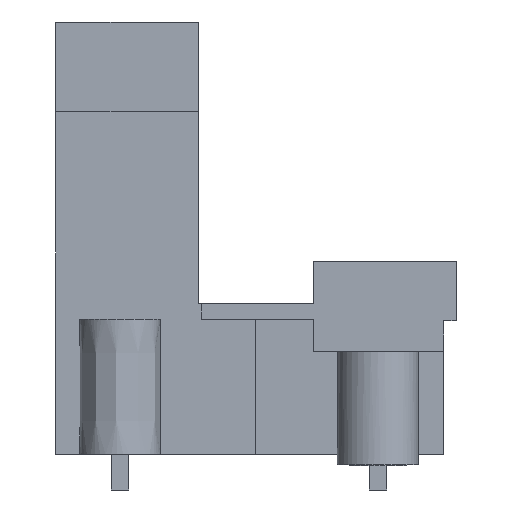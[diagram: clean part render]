
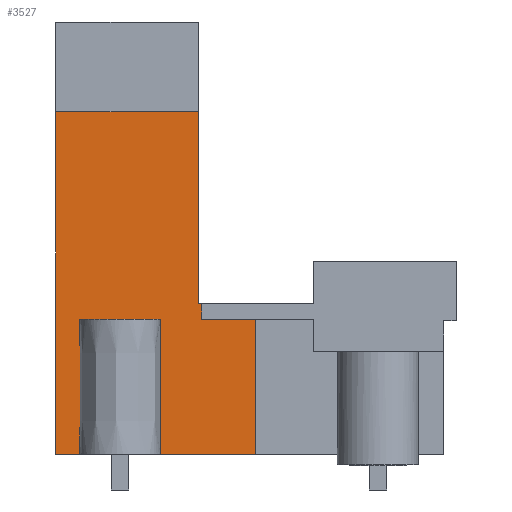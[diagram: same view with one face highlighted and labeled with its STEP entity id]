
A CAD part, left-side view. The second image highlights one B-rep face of the part: STEP entity #3527.
In plain terms, the highlighted planar face has unit normal (-1, 0, 0).
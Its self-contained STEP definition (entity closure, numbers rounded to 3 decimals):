
#3475=AXIS2_PLACEMENT_3D('Plane Axis2P3D',#3472,#3473,#3474) ;
#1208=CARTESIAN_POINT('Vertex',(3.84,11.84,2.1)) ;
#1211=CARTESIAN_POINT('Line Origine',(3.84,14.846,2.1)) ;
#1215=CARTESIAN_POINT('Vertex',(3.84,17.853,2.1)) ;
#1259=CARTESIAN_POINT('Vertex',(3.84,21.887,2.1)) ;
#1262=CARTESIAN_POINT('Line Origine',(3.84,22.779,2.1)) ;
#1266=CARTESIAN_POINT('Vertex',(3.84,23.67,2.1)) ;
#2399=CARTESIAN_POINT('Line Origine',(3.84,15.04,10.55)) ;
#2403=CARTESIAN_POINT('Vertex',(3.84,15.04,11.)) ;
#2405=CARTESIAN_POINT('Vertex',(3.84,15.04,10.1)) ;
#2437=CARTESIAN_POINT('Line Origine',(3.84,13.44,10.1)) ;
#2441=CARTESIAN_POINT('Vertex',(3.84,11.84,10.1)) ;
#2587=CARTESIAN_POINT('Vertex',(3.84,15.24,11.)) ;
#2590=CARTESIAN_POINT('Line Origine',(3.84,15.14,11.)) ;
#3246=CARTESIAN_POINT('Line Origine',(3.84,23.67,12.23)) ;
#3250=CARTESIAN_POINT('Vertex',(3.84,23.67,22.36)) ;
#3472=CARTESIAN_POINT('Axis2P3D Location',(3.84,23.67,1.5)) ;
#3477=CARTESIAN_POINT('Line Origine',(3.84,19.455,22.36)) ;
#3481=CARTESIAN_POINT('Vertex',(3.84,15.24,22.36)) ;
#3484=CARTESIAN_POINT('Line Origine',(3.84,21.887,6.1)) ;
#3488=CARTESIAN_POINT('Vertex',(3.84,21.887,10.1)) ;
#3491=CARTESIAN_POINT('Line Origine',(3.84,19.87,10.1)) ;
#3495=CARTESIAN_POINT('Vertex',(3.84,17.853,10.1)) ;
#3498=CARTESIAN_POINT('Line Origine',(3.84,17.853,6.1)) ;
#3503=CARTESIAN_POINT('Line Origine',(3.84,11.84,6.1)) ;
#3508=CARTESIAN_POINT('Line Origine',(3.84,15.24,16.68)) ;
#1212=DIRECTION('Vector Direction',(0.,-1.,0.)) ;
#1263=DIRECTION('Vector Direction',(0.,-1.,0.)) ;
#2400=DIRECTION('Vector Direction',(0.,0.,-1.)) ;
#2438=DIRECTION('Vector Direction',(0.,1.,0.)) ;
#2591=DIRECTION('Vector Direction',(0.,1.,0.)) ;
#3247=DIRECTION('Vector Direction',(0.,0.,1.)) ;
#3473=DIRECTION('Axis2P3D Direction',(-1.,0.,0.)) ;
#3474=DIRECTION('Axis2P3D XDirection',(0.,-1.,0.)) ;
#3478=DIRECTION('Vector Direction',(0.,-1.,0.)) ;
#3485=DIRECTION('Vector Direction',(0.,0.,1.)) ;
#3492=DIRECTION('Vector Direction',(0.,1.,0.)) ;
#3499=DIRECTION('Vector Direction',(0.,0.,1.)) ;
#3504=DIRECTION('Vector Direction',(0.,0.,1.)) ;
#3509=DIRECTION('Vector Direction',(0.,0.,-1.)) ;
#1213=VECTOR('Line Direction',#1212,1.) ;
#1264=VECTOR('Line Direction',#1263,1.) ;
#2401=VECTOR('Line Direction',#2400,1.) ;
#2439=VECTOR('Line Direction',#2438,1.) ;
#2592=VECTOR('Line Direction',#2591,1.) ;
#3248=VECTOR('Line Direction',#3247,1.) ;
#3479=VECTOR('Line Direction',#3478,1.) ;
#3486=VECTOR('Line Direction',#3485,1.) ;
#3493=VECTOR('Line Direction',#3492,1.) ;
#3500=VECTOR('Line Direction',#3499,1.) ;
#3505=VECTOR('Line Direction',#3504,1.) ;
#3510=VECTOR('Line Direction',#3509,1.) ;
#3514=ORIENTED_EDGE('',*,*,#3483,.T.) ;
#3515=ORIENTED_EDGE('',*,*,#3252,.T.) ;
#3516=ORIENTED_EDGE('',*,*,#1268,.T.) ;
#3517=ORIENTED_EDGE('',*,*,#3490,.T.) ;
#3518=ORIENTED_EDGE('',*,*,#3497,.F.) ;
#3519=ORIENTED_EDGE('',*,*,#3502,.F.) ;
#3520=ORIENTED_EDGE('',*,*,#1217,.T.) ;
#3521=ORIENTED_EDGE('',*,*,#3507,.T.) ;
#3522=ORIENTED_EDGE('',*,*,#2443,.T.) ;
#3523=ORIENTED_EDGE('',*,*,#2407,.F.) ;
#3524=ORIENTED_EDGE('',*,*,#2594,.F.) ;
#3525=ORIENTED_EDGE('',*,*,#3512,.F.) ;
#3527=ADVANCED_FACE('HOUSING',(#3526),#3476,.T.) ;
#1217=EDGE_CURVE('',#1216,#1209,#1214,.T.) ;
#1268=EDGE_CURVE('',#1267,#1260,#1265,.T.) ;
#2407=EDGE_CURVE('',#2404,#2406,#2402,.T.) ;
#2443=EDGE_CURVE('',#2442,#2406,#2440,.T.) ;
#2594=EDGE_CURVE('',#2588,#2404,#2593,.F.) ;
#3252=EDGE_CURVE('',#3251,#1267,#3249,.F.) ;
#3483=EDGE_CURVE('',#3482,#3251,#3480,.F.) ;
#3490=EDGE_CURVE('',#1260,#3489,#3487,.T.) ;
#3497=EDGE_CURVE('',#3496,#3489,#3494,.T.) ;
#3502=EDGE_CURVE('',#1216,#3496,#3501,.T.) ;
#3507=EDGE_CURVE('',#1209,#2442,#3506,.T.) ;
#3512=EDGE_CURVE('',#3482,#2588,#3511,.T.) ;
#3513=EDGE_LOOP('',(#3514,#3515,#3516,#3517,#3518,#3519,#3520,#3521,#3522,#3523,#3524,#3525)) ;
#3526=FACE_OUTER_BOUND('',#3513,.T.) ;
#1214=LINE('Line',#1211,#1213) ;
#1265=LINE('Line',#1262,#1264) ;
#2402=LINE('Line',#2399,#2401) ;
#2440=LINE('Line',#2437,#2439) ;
#2593=LINE('Line',#2590,#2592) ;
#3249=LINE('Line',#3246,#3248) ;
#3480=LINE('Line',#3477,#3479) ;
#3487=LINE('Line',#3484,#3486) ;
#3494=LINE('Line',#3491,#3493) ;
#3501=LINE('Line',#3498,#3500) ;
#3506=LINE('Line',#3503,#3505) ;
#3511=LINE('Line',#3508,#3510) ;
#3476=PLANE('',#3475) ;
#1209=VERTEX_POINT('',#1208) ;
#1216=VERTEX_POINT('',#1215) ;
#1260=VERTEX_POINT('',#1259) ;
#1267=VERTEX_POINT('',#1266) ;
#2404=VERTEX_POINT('',#2403) ;
#2406=VERTEX_POINT('',#2405) ;
#2442=VERTEX_POINT('',#2441) ;
#2588=VERTEX_POINT('',#2587) ;
#3251=VERTEX_POINT('',#3250) ;
#3482=VERTEX_POINT('',#3481) ;
#3489=VERTEX_POINT('',#3488) ;
#3496=VERTEX_POINT('',#3495) ;
